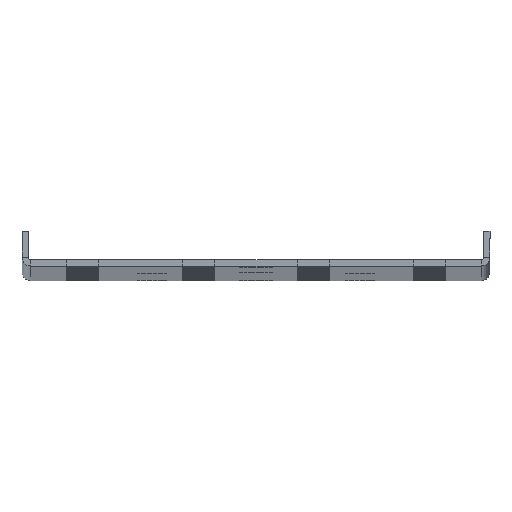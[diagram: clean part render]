
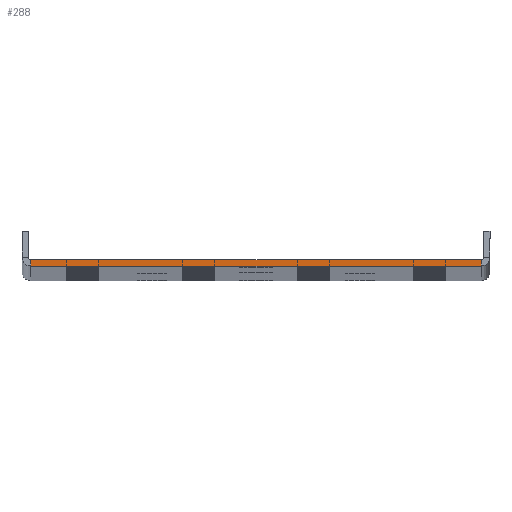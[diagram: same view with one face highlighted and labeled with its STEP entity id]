
A CAD part, top view. The second image highlights one B-rep face of the part: STEP entity #288.
In plain terms, the highlighted planar face has unit normal (0, 0, 1).
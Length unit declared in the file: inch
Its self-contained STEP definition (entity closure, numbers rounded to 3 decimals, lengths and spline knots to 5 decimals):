
#288 = ADVANCED_FACE ( 'NONE', ( #18000 ), #18880, .T. ) ;
#360 = EDGE_CURVE ( 'NONE', #21401, #19053, #25999, .T. ) ;
#393 = CARTESIAN_POINT ( 'NONE',  ( -1.70472, 0.04724, 31.86713 ) ) ;
#1261 = VERTEX_POINT ( 'NONE', #19644 ) ;
#1719 = DIRECTION ( 'NONE',  ( 1., 0., 0. ) ) ;
#3245 = CARTESIAN_POINT ( 'NONE',  ( -1.70472, 0.06693, 31.86713 ) ) ;
#5026 = CARTESIAN_POINT ( 'NONE',  ( -1.70472, 0., 31.86713 ) ) ;
#5725 = ORIENTED_EDGE ( 'NONE', *, *, #360, .F. ) ;
#6216 = DIRECTION ( 'NONE',  ( 0., -1., 0. ) ) ;
#6331 = CARTESIAN_POINT ( 'NONE',  ( 1.72441, 0., 31.86713 ) ) ;
#6658 = EDGE_CURVE ( 'NONE', #19053, #1261, #14830, .T. ) ;
#7711 = DIRECTION ( 'NONE',  ( 0., 1., 0. ) ) ;
#9154 = ORIENTED_EDGE ( 'NONE', *, *, #22992, .T. ) ;
#9954 = DIRECTION ( 'NONE',  ( 1., 0., 0. ) ) ;
#12600 = CARTESIAN_POINT ( 'NONE',  ( -1.77165, 0.04724, 31.86713 ) ) ;
#13042 = DIRECTION ( 'NONE',  ( 1., 0., 0. ) ) ;
#13677 = VECTOR ( 'NONE', #6216, 39.37008 ) ;
#14078 = ORIENTED_EDGE ( 'NONE', *, *, #15064, .F. ) ;
#14830 = LINE ( 'NONE', #12600, #18381 ) ;
#15064 = EDGE_CURVE ( 'NONE', #1261, #26243, #29106, .T. ) ;
#16045 = VECTOR ( 'NONE', #7711, 39.37008 ) ;
#16515 = DIRECTION ( 'NONE',  ( 0., 0., 1. ) ) ;
#16659 = CARTESIAN_POINT ( 'NONE',  ( 1.72441, 0.06693, 31.86713 ) ) ;
#18000 = FACE_OUTER_BOUND ( 'NONE', #21823, .T. ) ;
#18381 = VECTOR ( 'NONE', #13042, 39.37008 ) ;
#18880 = PLANE ( 'NONE',  #20784 ) ;
#19053 = VERTEX_POINT ( 'NONE', #393 ) ;
#19644 = CARTESIAN_POINT ( 'NONE',  ( 1.70472, 0.04724, 31.86713 ) ) ;
#19734 = LINE ( 'NONE', #6331, #20609 ) ;
#20609 = VECTOR ( 'NONE', #1719, 39.37008 ) ;
#20784 = AXIS2_PLACEMENT_3D ( 'NONE', #16659, #16515, #9954 ) ;
#21401 = VERTEX_POINT ( 'NONE', #5026 ) ;
#21823 = EDGE_LOOP ( 'NONE', ( #28175, #5725, #9154, #14078 ) ) ;
#22992 = EDGE_CURVE ( 'NONE', #21401, #26243, #19734, .T. ) ;
#24665 = CARTESIAN_POINT ( 'NONE',  ( 1.70472, 0., 31.86713 ) ) ;
#25999 = LINE ( 'NONE', #3245, #16045 ) ;
#26243 = VERTEX_POINT ( 'NONE', #28454 ) ;
#28175 = ORIENTED_EDGE ( 'NONE', *, *, #6658, .F. ) ;
#28454 = CARTESIAN_POINT ( 'NONE',  ( 1.70472, 0., 31.86713 ) ) ;
#29106 = LINE ( 'NONE', #24665, #13677 ) ;
